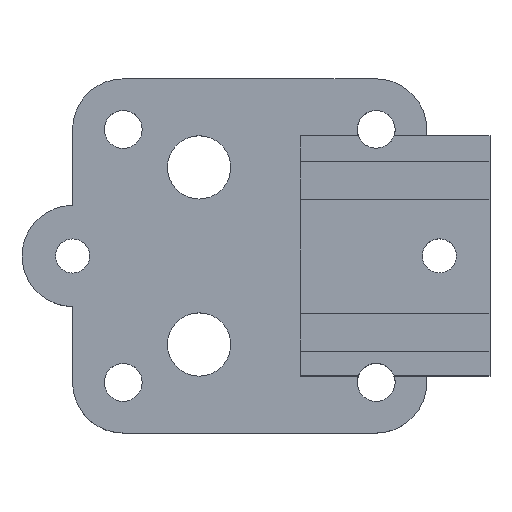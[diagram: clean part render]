
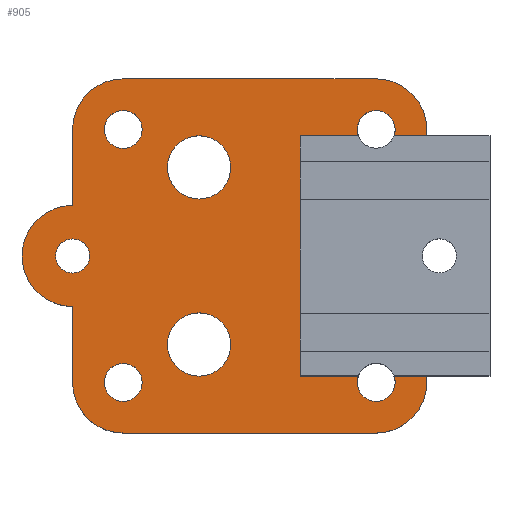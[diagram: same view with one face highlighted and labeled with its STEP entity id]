
A CAD part, top view. The second image highlights one B-rep face of the part: STEP entity #905.
In plain terms, the highlighted planar face has unit normal (0, 0, 1).
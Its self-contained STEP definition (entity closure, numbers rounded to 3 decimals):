
#270 = VERTEX_POINT('',#271);
#271 = CARTESIAN_POINT('',(-20.,42.,4.));
#277 = EDGE_CURVE('',#270,#278,#280,.T.);
#278 = VERTEX_POINT('',#279);
#279 = CARTESIAN_POINT('',(-24.,38.,4.));
#280 = CIRCLE('',#281,4.);
#281 = AXIS2_PLACEMENT_3D('',#282,#283,#284);
#282 = CARTESIAN_POINT('',(-20.,38.,4.));
#283 = DIRECTION('',(0.,0.,1.));
#284 = DIRECTION('',(1.,0.,0.));
#302 = EDGE_CURVE('',#270,#303,#305,.T.);
#303 = VERTEX_POINT('',#304);
#304 = CARTESIAN_POINT('',(0.,42.,4.));
#305 = LINE('',#306,#307);
#306 = CARTESIAN_POINT('',(-20.,42.,4.));
#307 = VECTOR('',#308,1.);
#308 = DIRECTION('',(1.,0.,0.));
#326 = EDGE_CURVE('',#278,#327,#329,.T.);
#327 = VERTEX_POINT('',#328);
#328 = CARTESIAN_POINT('',(-24.,32.,4.));
#329 = LINE('',#330,#331);
#330 = CARTESIAN_POINT('',(-24.,38.,4.));
#331 = VECTOR('',#332,1.);
#332 = DIRECTION('',(0.,-1.,0.));
#350 = VERTEX_POINT('',#351);
#351 = CARTESIAN_POINT('',(3.969,37.5,4.));
#357 = EDGE_CURVE('',#350,#303,#358,.T.);
#358 = CIRCLE('',#359,4.);
#359 = AXIS2_PLACEMENT_3D('',#360,#361,#362);
#360 = CARTESIAN_POINT('',(0.,38.,4.));
#361 = DIRECTION('',(0.,0.,1.));
#362 = DIRECTION('',(1.,0.,0.));
#375 = EDGE_CURVE('',#327,#376,#378,.T.);
#376 = VERTEX_POINT('',#377);
#377 = CARTESIAN_POINT('',(-24.,24.,4.));
#378 = CIRCLE('',#379,4.);
#379 = AXIS2_PLACEMENT_3D('',#380,#381,#382);
#380 = CARTESIAN_POINT('',(-24.,28.,4.));
#381 = DIRECTION('',(0.,0.,1.));
#382 = DIRECTION('',(1.,0.,0.));
#432 = EDGE_CURVE('',#433,#376,#435,.T.);
#433 = VERTEX_POINT('',#434);
#434 = CARTESIAN_POINT('',(-24.,18.,4.));
#435 = LINE('',#436,#437);
#436 = CARTESIAN_POINT('',(-24.,18.,4.));
#437 = VECTOR('',#438,1.);
#438 = DIRECTION('',(0.,1.,0.));
#544 = EDGE_CURVE('',#433,#545,#547,.T.);
#545 = VERTEX_POINT('',#546);
#546 = CARTESIAN_POINT('',(-20.,14.,4.));
#547 = CIRCLE('',#548,4.);
#548 = AXIS2_PLACEMENT_3D('',#549,#550,#551);
#549 = CARTESIAN_POINT('',(-20.,18.,4.));
#550 = DIRECTION('',(0.,0.,1.));
#551 = DIRECTION('',(1.,0.,0.));
#568 = VERTEX_POINT('',#569);
#569 = CARTESIAN_POINT('',(3.969,18.5,4.));
#601 = EDGE_CURVE('',#545,#602,#604,.T.);
#602 = VERTEX_POINT('',#603);
#603 = CARTESIAN_POINT('',(0.,14.,4.));
#604 = LINE('',#605,#606);
#605 = CARTESIAN_POINT('',(-20.,14.,4.));
#606 = VECTOR('',#607,1.);
#607 = DIRECTION('',(1.,0.,0.));
#625 = EDGE_CURVE('',#602,#568,#626,.T.);
#626 = CIRCLE('',#627,4.);
#627 = AXIS2_PLACEMENT_3D('',#628,#629,#630);
#628 = CARTESIAN_POINT('',(0.,18.,4.));
#629 = DIRECTION('',(0.,0.,1.));
#630 = DIRECTION('',(1.,0.,0.));
#643 = VERTEX_POINT('',#644);
#644 = CARTESIAN_POINT('',(-18.5,18.,4.));
#650 = EDGE_CURVE('',#643,#643,#651,.T.);
#651 = CIRCLE('',#652,1.5);
#652 = AXIS2_PLACEMENT_3D('',#653,#654,#655);
#653 = CARTESIAN_POINT('',(-20.,18.,4.));
#654 = DIRECTION('',(0.,0.,-1.));
#655 = DIRECTION('',(1.,0.,0.));
#668 = VERTEX_POINT('',#669);
#669 = CARTESIAN_POINT('',(1.5,18.,4.));
#675 = EDGE_CURVE('',#676,#668,#678,.T.);
#676 = VERTEX_POINT('',#677);
#677 = CARTESIAN_POINT('',(1.414,18.5,4.));
#678 = CIRCLE('',#679,1.5);
#679 = AXIS2_PLACEMENT_3D('',#680,#681,#682);
#680 = CARTESIAN_POINT('',(0.,18.,4.));
#681 = DIRECTION('',(0.,0.,-1.));
#682 = DIRECTION('',(1.,0.,0.));
#702 = VERTEX_POINT('',#703);
#703 = CARTESIAN_POINT('',(-1.414,18.5,4.));
#709 = EDGE_CURVE('',#668,#702,#710,.T.);
#710 = CIRCLE('',#711,1.5);
#711 = AXIS2_PLACEMENT_3D('',#712,#713,#714);
#712 = CARTESIAN_POINT('',(0.,18.,4.));
#713 = DIRECTION('',(0.,0.,-1.));
#714 = DIRECTION('',(1.,0.,0.));
#727 = VERTEX_POINT('',#728);
#728 = CARTESIAN_POINT('',(-18.5,38.,4.));
#734 = EDGE_CURVE('',#727,#727,#735,.T.);
#735 = CIRCLE('',#736,1.5);
#736 = AXIS2_PLACEMENT_3D('',#737,#738,#739);
#737 = CARTESIAN_POINT('',(-20.,38.,4.));
#738 = DIRECTION('',(0.,0.,-1.));
#739 = DIRECTION('',(1.,0.,0.));
#752 = VERTEX_POINT('',#753);
#753 = CARTESIAN_POINT('',(1.5,38.,4.));
#759 = EDGE_CURVE('',#760,#752,#762,.T.);
#760 = VERTEX_POINT('',#761);
#761 = CARTESIAN_POINT('',(-1.414,37.5,4.));
#762 = CIRCLE('',#763,1.5);
#763 = AXIS2_PLACEMENT_3D('',#764,#765,#766);
#764 = CARTESIAN_POINT('',(0.,38.,4.));
#765 = DIRECTION('',(0.,0.,-1.));
#766 = DIRECTION('',(1.,0.,0.));
#786 = VERTEX_POINT('',#787);
#787 = CARTESIAN_POINT('',(1.414,37.5,4.));
#793 = EDGE_CURVE('',#752,#786,#794,.T.);
#794 = CIRCLE('',#795,1.5);
#795 = AXIS2_PLACEMENT_3D('',#796,#797,#798);
#796 = CARTESIAN_POINT('',(0.,38.,4.));
#797 = DIRECTION('',(0.,0.,-1.));
#798 = DIRECTION('',(1.,0.,0.));
#885 = VERTEX_POINT('',#886);
#886 = CARTESIAN_POINT('',(-11.5,35.,4.));
#892 = EDGE_CURVE('',#885,#885,#893,.T.);
#893 = CIRCLE('',#894,2.5);
#894 = AXIS2_PLACEMENT_3D('',#895,#896,#897);
#895 = CARTESIAN_POINT('',(-14.,35.,4.));
#896 = DIRECTION('',(0.,0.,1.));
#897 = DIRECTION('',(1.,0.,0.));
#905 = ADVANCED_FACE('',(#906,#955,#966,#969,#972,#975),#986,.T.);
#906 = FACE_BOUND('',#907,.T.);
#907 = EDGE_LOOP('',(#908,#914,#915,#916,#917,#918,#919,#920,#921,#922,
    #923,#929,#930,#931,#939,#947,#953,#954));
#908 = ORIENTED_EDGE('',*,*,#909,.F.);
#909 = EDGE_CURVE('',#350,#786,#910,.T.);
#910 = LINE('',#911,#912);
#911 = CARTESIAN_POINT('',(3.969,37.5,4.));
#912 = VECTOR('',#913,1.);
#913 = DIRECTION('',(-1.,0.,0.));
#914 = ORIENTED_EDGE('',*,*,#357,.T.);
#915 = ORIENTED_EDGE('',*,*,#302,.F.);
#916 = ORIENTED_EDGE('',*,*,#277,.T.);
#917 = ORIENTED_EDGE('',*,*,#326,.T.);
#918 = ORIENTED_EDGE('',*,*,#375,.T.);
#919 = ORIENTED_EDGE('',*,*,#432,.F.);
#920 = ORIENTED_EDGE('',*,*,#544,.T.);
#921 = ORIENTED_EDGE('',*,*,#601,.T.);
#922 = ORIENTED_EDGE('',*,*,#625,.T.);
#923 = ORIENTED_EDGE('',*,*,#924,.F.);
#924 = EDGE_CURVE('',#676,#568,#925,.T.);
#925 = LINE('',#926,#927);
#926 = CARTESIAN_POINT('',(-6.,18.5,4.));
#927 = VECTOR('',#928,1.);
#928 = DIRECTION('',(1.,0.,0.));
#929 = ORIENTED_EDGE('',*,*,#675,.T.);
#930 = ORIENTED_EDGE('',*,*,#709,.T.);
#931 = ORIENTED_EDGE('',*,*,#932,.F.);
#932 = EDGE_CURVE('',#933,#702,#935,.T.);
#933 = VERTEX_POINT('',#934);
#934 = CARTESIAN_POINT('',(-6.,18.5,4.));
#935 = LINE('',#936,#937);
#936 = CARTESIAN_POINT('',(-6.,18.5,4.));
#937 = VECTOR('',#938,1.);
#938 = DIRECTION('',(1.,0.,0.));
#939 = ORIENTED_EDGE('',*,*,#940,.F.);
#940 = EDGE_CURVE('',#941,#933,#943,.T.);
#941 = VERTEX_POINT('',#942);
#942 = CARTESIAN_POINT('',(-6.,37.5,4.));
#943 = LINE('',#944,#945);
#944 = CARTESIAN_POINT('',(-6.,37.5,4.));
#945 = VECTOR('',#946,1.);
#946 = DIRECTION('',(0.,-1.,0.));
#947 = ORIENTED_EDGE('',*,*,#948,.F.);
#948 = EDGE_CURVE('',#760,#941,#949,.T.);
#949 = LINE('',#950,#951);
#950 = CARTESIAN_POINT('',(3.969,37.5,4.));
#951 = VECTOR('',#952,1.);
#952 = DIRECTION('',(-1.,0.,0.));
#953 = ORIENTED_EDGE('',*,*,#759,.T.);
#954 = ORIENTED_EDGE('',*,*,#793,.T.);
#955 = FACE_BOUND('',#956,.T.);
#956 = EDGE_LOOP('',(#957));
#957 = ORIENTED_EDGE('',*,*,#958,.F.);
#958 = EDGE_CURVE('',#959,#959,#961,.T.);
#959 = VERTEX_POINT('',#960);
#960 = CARTESIAN_POINT('',(-11.5,21.,4.));
#961 = CIRCLE('',#962,2.5);
#962 = AXIS2_PLACEMENT_3D('',#963,#964,#965);
#963 = CARTESIAN_POINT('',(-14.,21.,4.));
#964 = DIRECTION('',(0.,0.,1.));
#965 = DIRECTION('',(1.,0.,0.));
#966 = FACE_BOUND('',#967,.T.);
#967 = EDGE_LOOP('',(#968));
#968 = ORIENTED_EDGE('',*,*,#892,.F.);
#969 = FACE_BOUND('',#970,.T.);
#970 = EDGE_LOOP('',(#971));
#971 = ORIENTED_EDGE('',*,*,#650,.T.);
#972 = FACE_BOUND('',#973,.T.);
#973 = EDGE_LOOP('',(#974));
#974 = ORIENTED_EDGE('',*,*,#734,.T.);
#975 = FACE_BOUND('',#976,.T.);
#976 = EDGE_LOOP('',(#977));
#977 = ORIENTED_EDGE('',*,*,#978,.T.);
#978 = EDGE_CURVE('',#979,#979,#981,.T.);
#979 = VERTEX_POINT('',#980);
#980 = CARTESIAN_POINT('',(-22.65,28.,4.));
#981 = CIRCLE('',#982,1.35);
#982 = AXIS2_PLACEMENT_3D('',#983,#984,#985);
#983 = CARTESIAN_POINT('',(-24.,28.,4.));
#984 = DIRECTION('',(0.,0.,-1.));
#985 = DIRECTION('',(1.,0.,0.));
#986 = PLANE('',#987);
#987 = AXIS2_PLACEMENT_3D('',#988,#989,#990);
#988 = CARTESIAN_POINT('',(-10.74,28.,4.));
#989 = DIRECTION('',(0.,0.,1.));
#990 = DIRECTION('',(0.,1.,0.));
